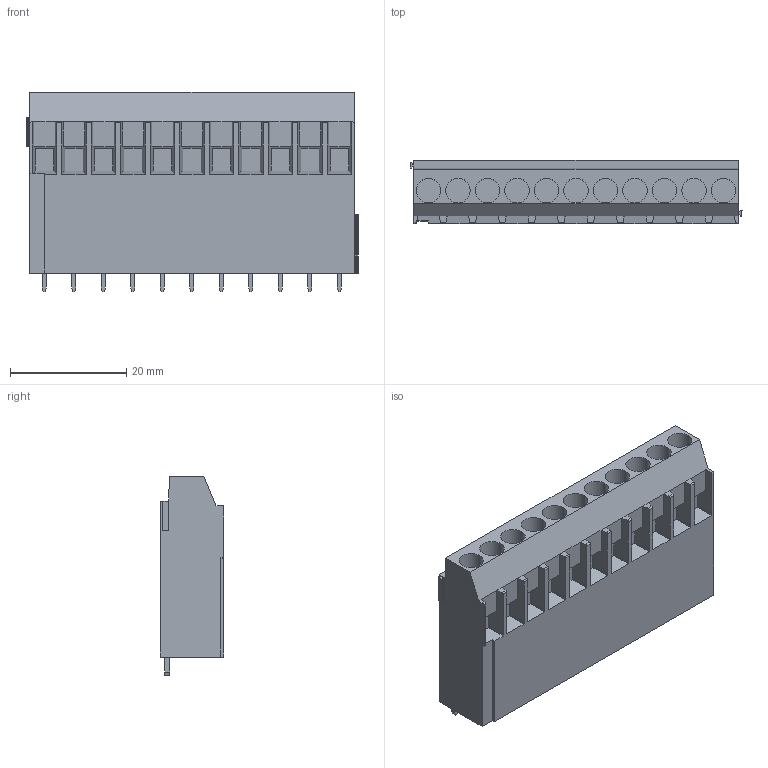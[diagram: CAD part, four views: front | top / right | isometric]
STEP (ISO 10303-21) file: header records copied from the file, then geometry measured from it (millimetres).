
FILE_DESCRIPTION(('CATIA V5 STEP Exchange','CAx-IF Rec.Pracs.--- Model Styling and Organization---1.2---2011-12-15'),'2;1');
FILE_NAME ('D1460879_0', '2018-09-07T04:29:09+00:00', ('none'), ('Weidmueller'), 'CATIA Version 5-6 Release 2014', 'CATIA V5 STEP AP214', 'none');
FILE_SCHEMA(('AUTOMOTIVE_DESIGN { 1 0 10303 214 1 1 1 1 }'));
Length unit declared in the file: millimetre
Products named in the file (1): 1975460000
Bounding box: 57.16 x 10.94 x 34.3 mm (x, y, z)
Volume: 16727.5 mm3; surface area: 6288.5 mm2
Topology: 12 solids, 12 shells, 274 faces, 706 edges, 467 vertices
Faces by surface type: plane 228, cylinder 46
Entity records: 7675 total; most frequent: CARTESIAN_POINT 1587, ORIENTED_EDGE 1412, DIRECTION 942, EDGE_CURVE 706, VECTOR 570, LINE 570, VERTEX_POINT 467, EDGE_LOOP 285
